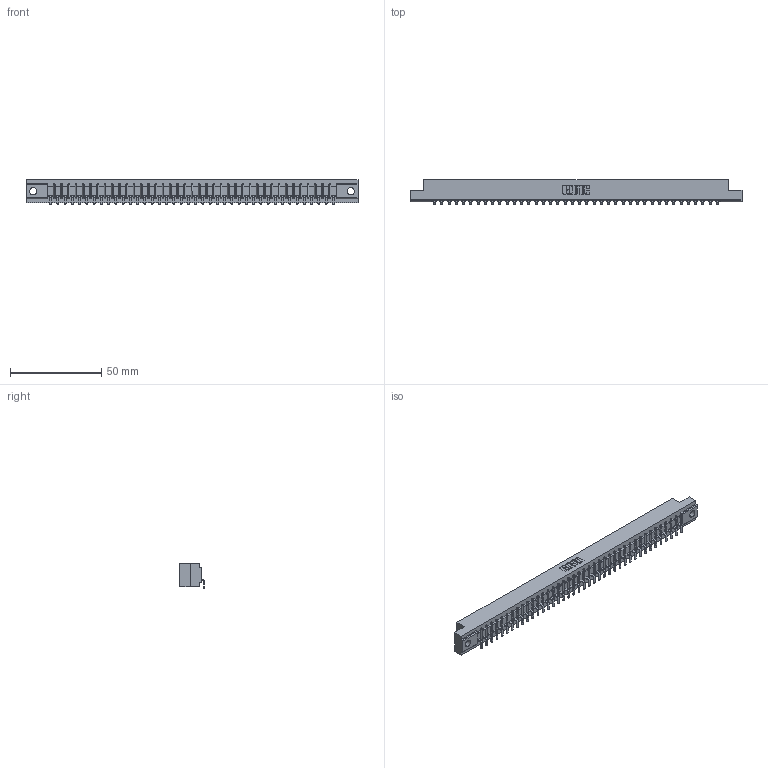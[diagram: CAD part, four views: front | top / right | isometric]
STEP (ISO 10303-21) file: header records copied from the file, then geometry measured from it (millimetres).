
FILE_DESCRIPTION (( 'STEP AP203' ), '1' );
FILE_NAME ('357-040-553-104.STEP', '2019-09-17T09:09:23', ( '' ), ( '' ), 'SwSTEP 2.0', 'SolidWorks 2016', '' );
FILE_SCHEMA (( 'CONFIG_CONTROL_DESIGN' ));
Length unit declared in the file: inch
Products named in the file (3): 307 Part_.156 Dia Mounting Holes; 357-040-553-104; 307-290-002_553
Assembly tree (41 placements, depth 2):
  357-040-553-104
    307 Part_.156 Dia Mounting Holes
    307-290-002_553  x40
Bounding box: 181.51 x 13.32 x 13.5 mm (x, y, z)
Volume: 19302.6 mm3; surface area: 24055.7 mm2
Topology: 41 solids, 41 shells, 3293 faces, 10119 edges, 6634 vertices
Faces by surface type: plane 1964, cylinder 1247, sphere 82
Entity records: 35810 total; most frequent: CARTESIAN_POINT 6046, ORIENTED_EDGE 6034, DIRECTION 5867, EDGE_CURVE 3017, LINE 2317, VECTOR 2317, VERTEX_POINT 1954, AXIS2_PLACEMENT_3D 1775
